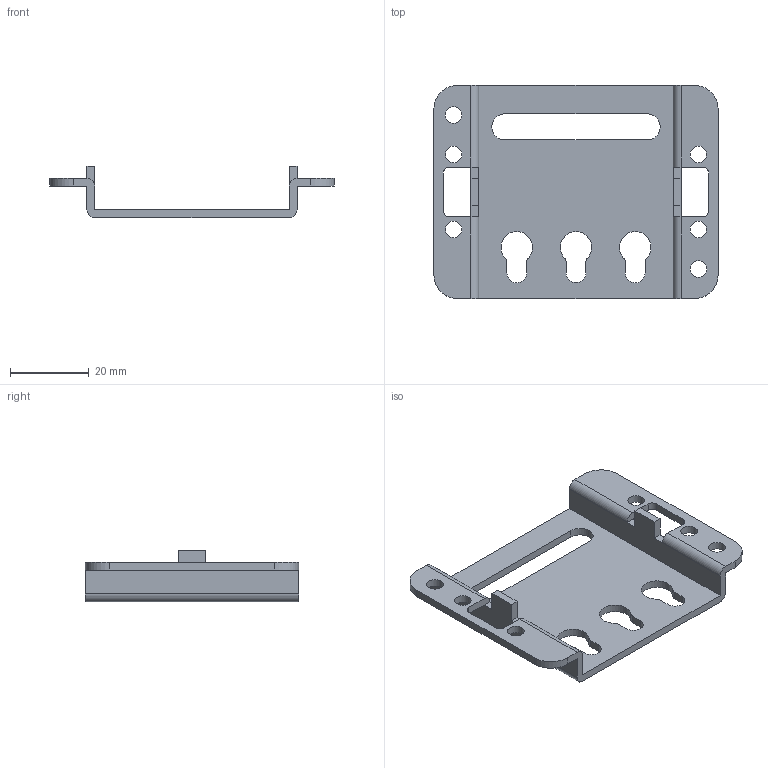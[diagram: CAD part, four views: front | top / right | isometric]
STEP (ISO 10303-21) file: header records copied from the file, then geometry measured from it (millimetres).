
FILE_DESCRIPTION (( 'STEP AP203' ), '1' );
FILE_NAME ('FB9Z-PK1_rev0.0.STEP', '2022-03-25T02:41:44', ( '' ), ( '' ), 'SwSTEP 2.0', 'SolidWorks 2019', '' );
FILE_SCHEMA (( 'CONFIG_CONTROL_DESIGN' ));
Length unit declared in the file: millimetre
Products named in the file (1): FB9Z-PK1_rev0.0
Bounding box: 72 x 54 x 13 mm (x, y, z)
Volume: 7814.3 mm3; surface area: 9108 mm2
Topology: 1 solids, 1 shells, 72 faces, 214 edges, 140 vertices
Faces by surface type: plane 38, cylinder 34
Full cylindrical faces by diameter (mm): 4.2 x6
Entity records: 2517 total; most frequent: DIRECTION 422, CARTESIAN_POINT 421, ORIENTED_EDGE 416, EDGE_CURVE 208, AXIS2_PLACEMENT_3D 141, VECTOR 140, VERTEX_POINT 140, LINE 140
